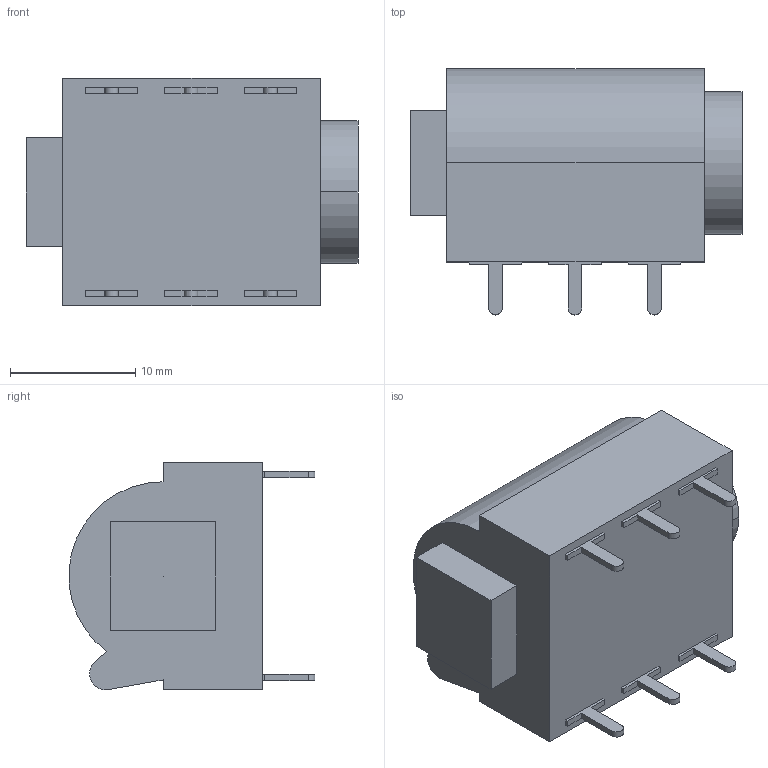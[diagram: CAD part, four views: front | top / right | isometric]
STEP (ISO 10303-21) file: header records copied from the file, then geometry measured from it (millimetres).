
FILE_DESCRIPTION (( 'STEP AP214' ), '1' );
FILE_NAME ('NMJ6HCD2.STEP', '2023-08-16T10:19:26', ( '' ), ( '' ), 'SwSTEP 2.0', 'SolidWorks 2021', '' );
FILE_SCHEMA (( 'AUTOMOTIVE_DESIGN' ));
Length unit declared in the file: millimetre
Products named in the file (2): NMJ6HCD2
Assembly tree (1 placements, depth 2):
  NMJ6HCD2
    NMJ6HCD2
Bounding box: 26.53 x 19.65 x 18.2 mm (x, y, z)
Volume: 4661.6 mm3; surface area: 3928.8 mm2
Topology: 8 solids, 8 shells, 100 faces, 240 edges, 156 vertices
Faces by surface type: plane 72, cylinder 22, cone 6
Entity records: 2972 total; most frequent: CARTESIAN_POINT 494, DIRECTION 487, ORIENTED_EDGE 468, EDGE_CURVE 234, LINE 189, VECTOR 189, VERTEX_POINT 156, AXIS2_PLACEMENT_3D 149
